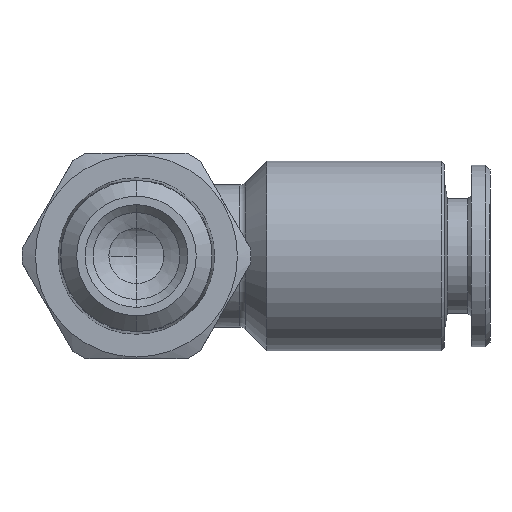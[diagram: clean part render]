
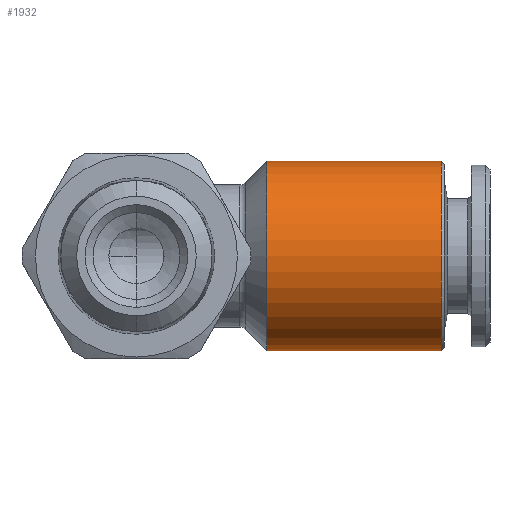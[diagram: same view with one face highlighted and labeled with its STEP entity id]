
A CAD part, front view. The second image highlights one B-rep face of the part: STEP entity #1932.
In plain terms, the highlighted cylindrical face has radius 6 mm (diameter 12 mm), a partial arc.
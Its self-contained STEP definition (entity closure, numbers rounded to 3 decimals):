
#11 = EDGE_CURVE ( 'NONE', #2715, #1306, #2873, .T. ) ;
#21 = ORIENTED_EDGE ( 'NONE', *, *, #5360, .T. ) ;
#87 = EDGE_CURVE ( 'NONE', #4772, #1306, #2785, .T. ) ;
#347 = DIRECTION ( 'NONE',  ( 1., 0., 0. ) ) ;
#453 = CARTESIAN_POINT ( 'NONE',  ( 0., 0., 0. ) ) ;
#641 = VECTOR ( 'NONE', #5418, 1000. ) ;
#704 = DIRECTION ( 'NONE',  ( 0., 0., 1. ) ) ;
#893 = AXIS2_PLACEMENT_3D ( 'NONE', #1734, #347, #4500 ) ;
#969 = CARTESIAN_POINT ( 'NONE',  ( 8.25, 0., 6. ) ) ;
#1204 = CARTESIAN_POINT ( 'NONE',  ( 19.3, 0., 0. ) ) ;
#1306 = VERTEX_POINT ( 'NONE', #2312 ) ;
#1327 = DIRECTION ( 'NONE',  ( -1., 0., 0. ) ) ;
#1734 = CARTESIAN_POINT ( 'NONE',  ( 8.25, 0., 0. ) ) ;
#1782 = CARTESIAN_POINT ( 'NONE',  ( 19.3, 0., -6. ) ) ;
#1932 = ADVANCED_FACE ( 'NONE', ( #4837 ), #2070, .T. ) ;
#2070 = CYLINDRICAL_SURFACE ( 'NONE', #5638, 6. ) ;
#2312 = CARTESIAN_POINT ( 'NONE',  ( 8.25, 0., -6. ) ) ;
#2628 = VERTEX_POINT ( 'NONE', #5640 ) ;
#2633 = ORIENTED_EDGE ( 'NONE', *, *, #87, .T. ) ;
#2693 = EDGE_CURVE ( 'NONE', #2628, #4772, #5949, .T. ) ;
#2715 = VERTEX_POINT ( 'NONE', #1782 ) ;
#2785 = CIRCLE ( 'NONE', #893, 6. ) ;
#2873 = LINE ( 'NONE', #3548, #641 ) ;
#2907 = VECTOR ( 'NONE', #1327, 1000. ) ;
#3086 = ORIENTED_EDGE ( 'NONE', *, *, #11, .F. ) ;
#3482 = ORIENTED_EDGE ( 'NONE', *, *, #2693, .T. ) ;
#3548 = CARTESIAN_POINT ( 'NONE',  ( 0., 0., -6. ) ) ;
#3590 = DIRECTION ( 'NONE',  ( 0., 0., 1. ) ) ;
#4159 = CIRCLE ( 'NONE', #4785, 6. ) ;
#4206 = DIRECTION ( 'NONE',  ( -1., 0., 0. ) ) ;
#4418 = DIRECTION ( 'NONE',  ( -1., 0., 0. ) ) ;
#4500 = DIRECTION ( 'NONE',  ( 0., 0., -1. ) ) ;
#4772 = VERTEX_POINT ( 'NONE', #969 ) ;
#4785 = AXIS2_PLACEMENT_3D ( 'NONE', #1204, #4418, #3590 ) ;
#4837 = FACE_OUTER_BOUND ( 'NONE', #6014, .T. ) ;
#5360 = EDGE_CURVE ( 'NONE', #2715, #2628, #4159, .T. ) ;
#5418 = DIRECTION ( 'NONE',  ( -1., 0., 0. ) ) ;
#5511 = CARTESIAN_POINT ( 'NONE',  ( 0., 0., 6. ) ) ;
#5638 = AXIS2_PLACEMENT_3D ( 'NONE', #453, #4206, #704 ) ;
#5640 = CARTESIAN_POINT ( 'NONE',  ( 19.3, 0., 6. ) ) ;
#5949 = LINE ( 'NONE', #5511, #2907 ) ;
#6014 = EDGE_LOOP ( 'NONE', ( #3086, #21, #3482, #2633 ) ) ;
